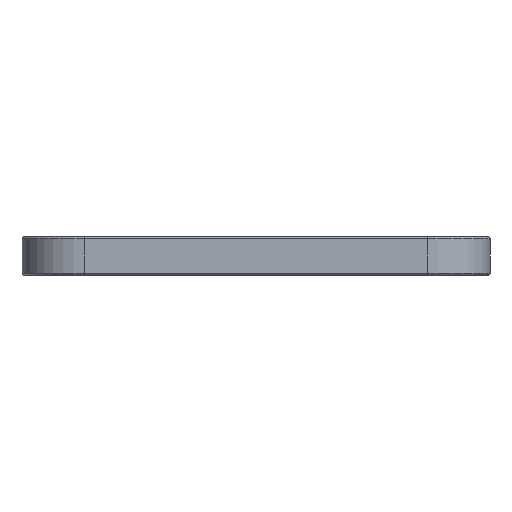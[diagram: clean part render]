
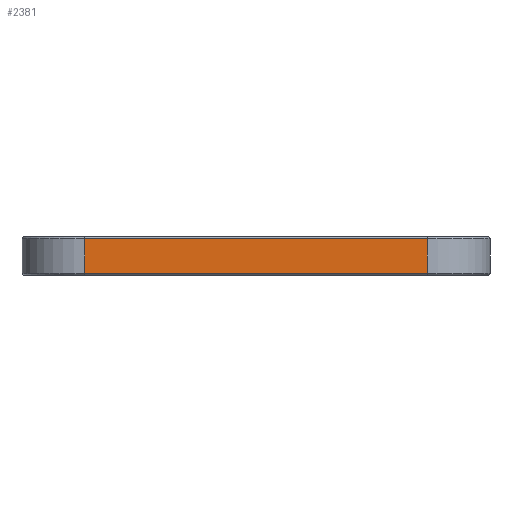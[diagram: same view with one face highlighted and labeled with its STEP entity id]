
A CAD part, left-side view. The second image highlights one B-rep face of the part: STEP entity #2381.
In plain terms, the highlighted planar face has unit normal (-1, 0, 0).
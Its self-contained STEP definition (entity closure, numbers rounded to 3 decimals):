
#177=FACE_OUTER_BOUND('',#325,.T.);
#325=EDGE_LOOP('',(#1843,#1844,#1845,#1846));
#476=LINE('',#3782,#692);
#486=LINE('',#3819,#702);
#488=LINE('',#3839,#704);
#490=LINE('',#3846,#706);
#692=VECTOR('',#3022,10.);
#702=VECTOR('',#3068,10.);
#704=VECTOR('',#3102,10.);
#706=VECTOR('',#3114,10.);
#1062=VERTEX_POINT('',#3776);
#1063=VERTEX_POINT('',#3780);
#1072=VERTEX_POINT('',#3818);
#1074=VERTEX_POINT('',#3837);
#1318=EDGE_CURVE('',#1063,#1062,#476,.T.);
#1336=EDGE_CURVE('',#1062,#1072,#486,.T.);
#1347=EDGE_CURVE('',#1072,#1074,#488,.T.);
#1350=EDGE_CURVE('',#1063,#1074,#490,.T.);
#1843=ORIENTED_EDGE('',*,*,#1318,.F.);
#1844=ORIENTED_EDGE('',*,*,#1350,.T.);
#1845=ORIENTED_EDGE('',*,*,#1347,.F.);
#1846=ORIENTED_EDGE('',*,*,#1336,.F.);
#2274=PLANE('',#2621);
#2381=ADVANCED_FACE('',(#177),#2274,.T.);
#2621=AXIS2_PLACEMENT_3D('',#3845,#3112,#3113);
#3022=DIRECTION('',(0.,1.,0.));
#3068=DIRECTION('',(0.,0.,1.));
#3102=DIRECTION('',(0.,-1.,0.));
#3112=DIRECTION('center_axis',(-1.,0.,0.));
#3113=DIRECTION('ref_axis',(0.,-1.,0.));
#3114=DIRECTION('',(0.,0.,1.));
#3776=CARTESIAN_POINT('',(-123.,90.,1.));
#3780=CARTESIAN_POINT('',(-123.,-90.,1.));
#3782=CARTESIAN_POINT('',(-123.,45.,1.));
#3818=CARTESIAN_POINT('',(-123.,90.,19.));
#3819=CARTESIAN_POINT('',(-123.,90.,0.));
#3837=CARTESIAN_POINT('',(-123.,-90.,19.));
#3839=CARTESIAN_POINT('',(-123.,45.,19.));
#3845=CARTESIAN_POINT('Origin',(-123.,90.,0.));
#3846=CARTESIAN_POINT('',(-123.,-90.,0.));
